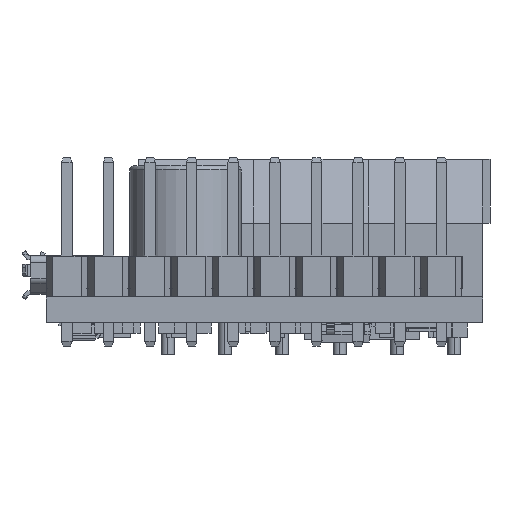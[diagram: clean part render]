
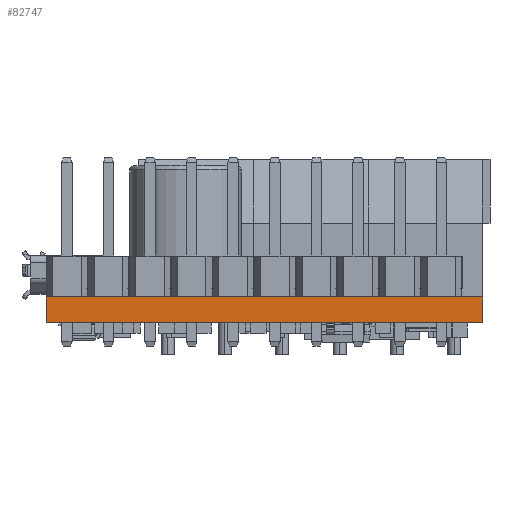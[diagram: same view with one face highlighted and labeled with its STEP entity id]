
A CAD part, left-side view. The second image highlights one B-rep face of the part: STEP entity #82747.
In plain terms, the highlighted planar face has unit normal (-1, 0, 0).
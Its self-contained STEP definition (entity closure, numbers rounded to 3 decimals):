
#5205 = LINE ( 'NONE', #124908, #112583 ) ;
#13265 = VECTOR ( 'NONE', #56847, 1000. ) ;
#13641 = ORIENTED_EDGE ( 'NONE', *, *, #98650, .F. ) ;
#17314 = CARTESIAN_POINT ( 'NONE',  ( 0., 0., 1.575 ) ) ;
#19136 = CARTESIAN_POINT ( 'NONE',  ( 0., 0., 1.575 ) ) ;
#21068 = DIRECTION ( 'NONE',  ( 1., 0., 0. ) ) ;
#22151 = CARTESIAN_POINT ( 'NONE',  ( 0., 26.67, 1.575 ) ) ;
#23793 = EDGE_CURVE ( 'NONE', #133347, #42420, #73230, .T. ) ;
#32338 = CARTESIAN_POINT ( 'NONE',  ( 0., 0., 1.575 ) ) ;
#33194 = CARTESIAN_POINT ( 'NONE',  ( 0., 26.67, 1.575 ) ) ;
#38975 = DIRECTION ( 'NONE',  ( 0., 0., -1. ) ) ;
#42420 = VERTEX_POINT ( 'NONE', #42823 ) ;
#42823 = CARTESIAN_POINT ( 'NONE',  ( 0., 26.67, 0. ) ) ;
#45854 = CARTESIAN_POINT ( 'NONE',  ( 0., 0., 1.575 ) ) ;
#50153 = VECTOR ( 'NONE', #38975, 1000. ) ;
#55676 = ORIENTED_EDGE ( 'NONE', *, *, #23793, .T. ) ;
#56847 = DIRECTION ( 'NONE',  ( 0., 0., -1. ) ) ;
#58027 = VERTEX_POINT ( 'NONE', #75010 ) ;
#64964 = PLANE ( 'NONE',  #94620 ) ;
#73230 = LINE ( 'NONE', #33194, #13265 ) ;
#73363 = EDGE_CURVE ( 'NONE', #42420, #58027, #5205, .T. ) ;
#75010 = CARTESIAN_POINT ( 'NONE',  ( 0., 0., 0. ) ) ;
#80491 = VECTOR ( 'NONE', #145640, 1000. ) ;
#82747 = ADVANCED_FACE ( 'NONE', ( #134555 ), #64964, .F. ) ;
#94620 = AXIS2_PLACEMENT_3D ( 'NONE', #19136, #21068, #98034 ) ;
#95151 = EDGE_LOOP ( 'NONE', ( #125759, #13641, #112700, #55676 ) ) ;
#98034 = DIRECTION ( 'NONE',  ( 0., 0., -1. ) ) ;
#98650 = EDGE_CURVE ( 'NONE', #137233, #58027, #108290, .T. ) ;
#108290 = LINE ( 'NONE', #17314, #50153 ) ;
#110441 = LINE ( 'NONE', #32338, #80491 ) ;
#112583 = VECTOR ( 'NONE', #136258, 1000. ) ;
#112700 = ORIENTED_EDGE ( 'NONE', *, *, #113595, .F. ) ;
#113595 = EDGE_CURVE ( 'NONE', #133347, #137233, #110441, .T. ) ;
#124908 = CARTESIAN_POINT ( 'NONE',  ( 0., 0., 0. ) ) ;
#125759 = ORIENTED_EDGE ( 'NONE', *, *, #73363, .T. ) ;
#133347 = VERTEX_POINT ( 'NONE', #22151 ) ;
#134555 = FACE_OUTER_BOUND ( 'NONE', #95151, .T. ) ;
#136258 = DIRECTION ( 'NONE',  ( 0., -1., 0. ) ) ;
#137233 = VERTEX_POINT ( 'NONE', #45854 ) ;
#145640 = DIRECTION ( 'NONE',  ( 0., -1., 0. ) ) ;
